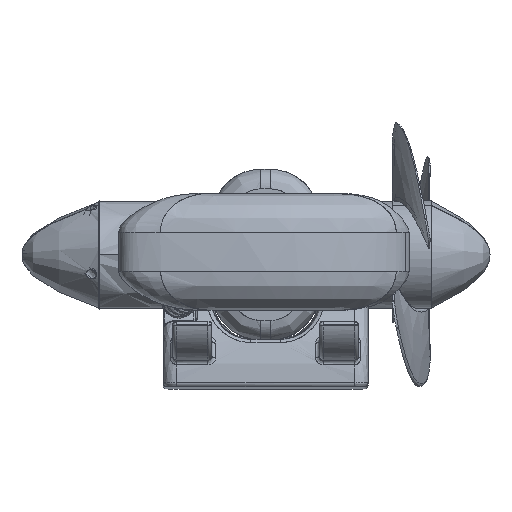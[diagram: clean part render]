
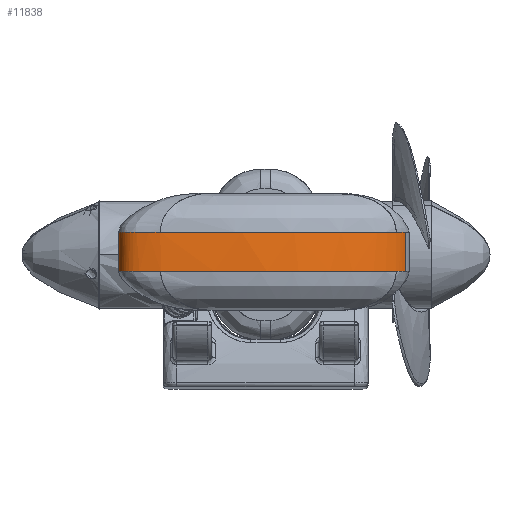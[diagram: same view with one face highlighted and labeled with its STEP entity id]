
A CAD part, top view. The second image highlights one B-rep face of the part: STEP entity #11838.
In plain terms, the highlighted free-form (B-spline) face has degree [3, 1] with [10, 2] control points.
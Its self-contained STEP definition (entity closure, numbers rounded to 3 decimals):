
#11838 = ADVANCED_FACE('',(#11839),#11943,.T.);
#11839 = FACE_BOUND('',#11840,.T.);
#11840 = EDGE_LOOP('',(#11841,#11866,#11875,#11882,#11891,#11916,#11927,
    #11934));
#11841 = ORIENTED_EDGE('',*,*,#11842,.T.);
#11842 = EDGE_CURVE('',#11843,#11845,#11847,.T.);
#11843 = VERTEX_POINT('',#11844);
#11844 = CARTESIAN_POINT('',(20.478,925.677,
    1241.409));
#11845 = VERTEX_POINT('',#11846);
#11846 = CARTESIAN_POINT('',(192.165,925.677,
    1191.946));
#11847 = B_SPLINE_CURVE_WITH_KNOTS('',3,(#11848,#11849,#11850,#11851,
    #11852,#11853,#11854,#11855,#11856,#11857,#11858,#11859,#11860,
    #11861,#11862,#11863,#11864,#11865),.UNSPECIFIED.,.F.,.F.,(4,2,2,2,2
    ,2,2,2,4),(0.,0.125,0.25,0.375,0.5,0.625,0.75,0.875,1.),
  .UNSPECIFIED.);
#11848 = CARTESIAN_POINT('',(20.478,925.677,
    1241.409));
#11849 = CARTESIAN_POINT('',(28.158,925.677,
    1241.926));
#11850 = CARTESIAN_POINT('',(35.775,925.677,
    1241.844));
#11851 = CARTESIAN_POINT('',(50.96,925.677,
    1241.215));
#11852 = CARTESIAN_POINT('',(58.537,925.677,
    1240.761));
#11853 = CARTESIAN_POINT('',(73.658,925.677,
    1239.53));
#11854 = CARTESIAN_POINT('',(81.198,925.677,
    1238.723));
#11855 = CARTESIAN_POINT('',(96.211,925.677,
    1236.464));
#11856 = CARTESIAN_POINT('',(103.681,925.677,
    1234.992));
#11857 = CARTESIAN_POINT('',(118.542,925.677,
    1231.299));
#11858 = CARTESIAN_POINT('',(125.939,925.677,
    1229.076));
#11859 = CARTESIAN_POINT('',(140.358,925.677,
    1223.956));
#11860 = CARTESIAN_POINT('',(147.423,925.677,
    1221.065));
#11861 = CARTESIAN_POINT('',(161.208,925.677,
    1214.49));
#11862 = CARTESIAN_POINT('',(167.943,925.677,
    1210.786));
#11863 = CARTESIAN_POINT('',(180.875,925.677,
    1202.382));
#11864 = CARTESIAN_POINT('',(187.027,925.677,
    1197.791));
#11865 = CARTESIAN_POINT('',(192.165,925.677,
    1191.946));
#11866 = ORIENTED_EDGE('',*,*,#11867,.T.);
#11867 = EDGE_CURVE('',#11845,#11868,#11870,.T.);
#11868 = VERTEX_POINT('',#11869);
#11869 = CARTESIAN_POINT('',(198.91,925.677,
    1182.205));
#11870 = B_SPLINE_CURVE_WITH_KNOTS('',3,(#11871,#11872,#11873,#11874),
  .UNSPECIFIED.,.F.,.F.,(4,4),(0.976,1.),
  .PIECEWISE_BEZIER_KNOTS.);
#11871 = CARTESIAN_POINT('',(192.165,925.677,
    1191.946));
#11872 = CARTESIAN_POINT('',(194.735,925.677,
    1189.022));
#11873 = CARTESIAN_POINT('',(197.021,925.677,
    1185.804));
#11874 = CARTESIAN_POINT('',(198.91,925.677,
    1182.205));
#11875 = ORIENTED_EDGE('',*,*,#11876,.T.);
#11876 = EDGE_CURVE('',#11868,#11877,#11879,.T.);
#11877 = VERTEX_POINT('',#11878);
#11878 = CARTESIAN_POINT('',(198.91,897.23,
    1182.205));
#11879 = B_SPLINE_CURVE_WITH_KNOTS('',1,(#11880,#11881),.UNSPECIFIED.,
  .F.,.F.,(2,2),(0.,24.),.PIECEWISE_BEZIER_KNOTS.);
#11880 = CARTESIAN_POINT('',(198.91,925.677,
    1182.205));
#11881 = CARTESIAN_POINT('',(198.91,897.23,
    1182.205));
#11882 = ORIENTED_EDGE('',*,*,#11883,.T.);
#11883 = EDGE_CURVE('',#11877,#11884,#11886,.T.);
#11884 = VERTEX_POINT('',#11885);
#11885 = CARTESIAN_POINT('',(192.127,897.23,
    1191.988));
#11886 = B_SPLINE_CURVE_WITH_KNOTS('',3,(#11887,#11888,#11889,#11890),
  .UNSPECIFIED.,.F.,.F.,(4,4),(0.,0.024),
  .PIECEWISE_BEZIER_KNOTS.);
#11887 = CARTESIAN_POINT('',(198.91,897.23,
    1182.205));
#11888 = CARTESIAN_POINT('',(197.012,897.23,
    1185.822));
#11889 = CARTESIAN_POINT('',(194.713,897.23,
    1189.053));
#11890 = CARTESIAN_POINT('',(192.127,897.23,
    1191.988));
#11891 = ORIENTED_EDGE('',*,*,#11892,.T.);
#11892 = EDGE_CURVE('',#11884,#11893,#11895,.T.);
#11893 = VERTEX_POINT('',#11894);
#11894 = CARTESIAN_POINT('',(20.723,897.23,
    1241.425));
#11895 = B_SPLINE_CURVE_WITH_KNOTS('',3,(#11896,#11897,#11898,#11899,
    #11900,#11901,#11902,#11903,#11904,#11905,#11906,#11907,#11908,
    #11909,#11910,#11911,#11912,#11913,#11914,#11915),.UNSPECIFIED.,.F.,
  .F.,(4,2,2,2,2,2,2,2,2,4),(0.,0.063,0.125,0.25,0.375,0.5,0.625,0.75
    ,0.875,1.),.UNSPECIFIED.);
#11896 = CARTESIAN_POINT('',(192.127,897.23,
    1191.988));
#11897 = CARTESIAN_POINT('',(189.577,897.23,
    1194.885));
#11898 = CARTESIAN_POINT('',(186.76,897.23,
    1197.482));
#11899 = CARTESIAN_POINT('',(180.781,897.23,
    1202.289));
#11900 = CARTESIAN_POINT('',(177.618,897.23,
    1204.499));
#11901 = CARTESIAN_POINT('',(167.99,897.23,
    1210.755));
#11902 = CARTESIAN_POINT('',(161.308,897.23,
    1214.437));
#11903 = CARTESIAN_POINT('',(147.522,897.23,
    1221.022));
#11904 = CARTESIAN_POINT('',(140.392,897.23,
    1223.941));
#11905 = CARTESIAN_POINT('',(126.019,897.23,
    1229.049));
#11906 = CARTESIAN_POINT('',(118.752,897.23,
    1231.236));
#11907 = CARTESIAN_POINT('',(104.067,897.23,
    1234.906));
#11908 = CARTESIAN_POINT('',(96.647,897.23,
    1236.384));
#11909 = CARTESIAN_POINT('',(81.66,897.23,
    1238.667));
#11910 = CARTESIAN_POINT('',(74.098,897.23,
    1239.487));
#11911 = CARTESIAN_POINT('',(58.887,897.23,
    1240.739));
#11912 = CARTESIAN_POINT('',(51.254,897.23,
    1241.198));
#11913 = CARTESIAN_POINT('',(36.,897.23,
    1241.84));
#11914 = CARTESIAN_POINT('',(28.368,897.23,
    1241.928));
#11915 = CARTESIAN_POINT('',(20.723,897.23,
    1241.425));
#11916 = ORIENTED_EDGE('',*,*,#11917,.T.);
#11917 = EDGE_CURVE('',#11893,#11918,#11920,.T.);
#11918 = VERTEX_POINT('',#11919);
#11919 = CARTESIAN_POINT('',(-9.47,897.23,
    1216.899));
#11920 = B_SPLINE_CURVE_WITH_KNOTS('',3,(#11921,#11922,#11923,#11924,
    #11925,#11926),.UNSPECIFIED.,.F.,.F.,(4,1,1,4),(0.,
    0.018,0.059,0.093),
  .UNSPECIFIED.);
#11921 = CARTESIAN_POINT('',(20.723,897.23,
    1241.425));
#11922 = CARTESIAN_POINT('',(17.797,897.23,
    1241.233));
#11923 = CARTESIAN_POINT('',(8.142,897.23,
    1240.326));
#11924 = CARTESIAN_POINT('',(-8.17,897.23,
    1237.085));
#11925 = CARTESIAN_POINT('',(-10.966,897.23,
    1222.284));
#11926 = CARTESIAN_POINT('',(-9.47,897.23,
    1216.899));
#11927 = ORIENTED_EDGE('',*,*,#11928,.T.);
#11928 = EDGE_CURVE('',#11918,#11929,#11931,.T.);
#11929 = VERTEX_POINT('',#11930);
#11930 = CARTESIAN_POINT('',(-9.47,925.677,
    1216.899));
#11931 = B_SPLINE_CURVE_WITH_KNOTS('',1,(#11932,#11933),.UNSPECIFIED.,
  .F.,.F.,(2,2),(0.,24.),.PIECEWISE_BEZIER_KNOTS.);
#11932 = CARTESIAN_POINT('',(-9.47,897.23,
    1216.899));
#11933 = CARTESIAN_POINT('',(-9.47,925.677,
    1216.899));
#11934 = ORIENTED_EDGE('',*,*,#11935,.T.);
#11935 = EDGE_CURVE('',#11929,#11843,#11936,.T.);
#11936 = B_SPLINE_CURVE_WITH_KNOTS('',3,(#11937,#11938,#11939,#11940,
    #11941,#11942),.UNSPECIFIED.,.F.,.F.,(4,1,1,4),(0.5,0.534,
    0.575,0.593),.UNSPECIFIED.);
#11937 = CARTESIAN_POINT('',(-9.47,925.677,
    1216.899));
#11938 = CARTESIAN_POINT('',(-10.966,925.677,
    1222.284));
#11939 = CARTESIAN_POINT('',(-8.17,925.677,
    1237.085));
#11940 = CARTESIAN_POINT('',(8.054,925.677,
    1240.309));
#11941 = CARTESIAN_POINT('',(17.631,925.677,
    1241.217));
#11942 = CARTESIAN_POINT('',(20.478,925.677,
    1241.409));
#11943 = B_SPLINE_SURFACE_WITH_KNOTS('',3,1,(
    (#11944,#11945)
    ,(#11946,#11947)
    ,(#11948,#11949)
    ,(#11950,#11951)
    ,(#11952,#11953)
    ,(#11954,#11955)
    ,(#11956,#11957)
    ,(#11958,#11959)
    ,(#11960,#11961)
    ,(#11962,#11963
  )),.UNSPECIFIED.,.F.,.F.,.F.,(4,1,1,1,1,1,1,4),(2,2),(0.5,
    0.534,0.575,0.654,0.747,
    0.851,0.93,1.),(0.,1.),.UNSPECIFIED.);
#11944 = CARTESIAN_POINT('',(-9.47,925.677,
    1216.899));
#11945 = CARTESIAN_POINT('',(-9.47,897.23,
    1216.899));
#11946 = CARTESIAN_POINT('',(-10.966,925.677,
    1222.284));
#11947 = CARTESIAN_POINT('',(-10.966,897.23,
    1222.284));
#11948 = CARTESIAN_POINT('',(-8.17,925.677,
    1237.085));
#11949 = CARTESIAN_POINT('',(-8.17,897.23,
    1237.085));
#11950 = CARTESIAN_POINT('',(18.855,925.677,
    1242.455));
#11951 = CARTESIAN_POINT('',(18.855,897.23,
    1242.455));
#11952 = CARTESIAN_POINT('',(51.407,925.677,
    1241.452));
#11953 = CARTESIAN_POINT('',(51.407,897.23,
    1241.452));
#11954 = CARTESIAN_POINT('',(95.846,925.677,
    1237.982));
#11955 = CARTESIAN_POINT('',(95.846,897.23,
    1237.982));
#11956 = CARTESIAN_POINT('',(138.497,925.677,
    1226.043));
#11957 = CARTESIAN_POINT('',(138.497,897.23,
    1226.043));
#11958 = CARTESIAN_POINT('',(174.864,925.677,
    1207.921));
#11959 = CARTESIAN_POINT('',(174.864,897.23,
    1207.921));
#11960 = CARTESIAN_POINT('',(193.487,925.677,
    1192.538));
#11961 = CARTESIAN_POINT('',(193.487,897.23,
    1192.538));
#11962 = CARTESIAN_POINT('',(198.91,925.677,
    1182.205));
#11963 = CARTESIAN_POINT('',(198.91,897.23,
    1182.205));
